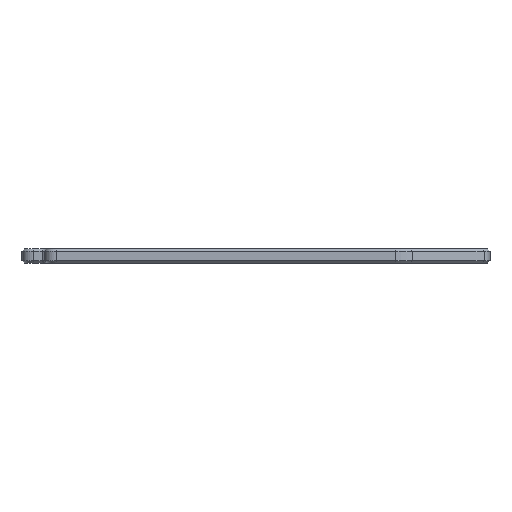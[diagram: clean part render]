
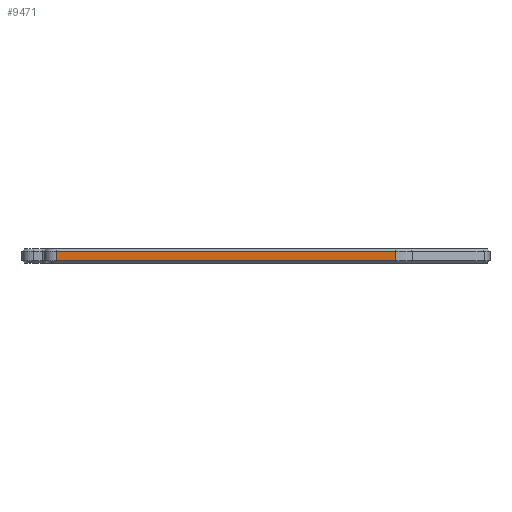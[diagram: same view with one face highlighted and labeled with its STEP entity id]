
A CAD part, left-side view. The second image highlights one B-rep face of the part: STEP entity #9471.
In plain terms, the highlighted planar face has unit normal (-1, 0, 0).
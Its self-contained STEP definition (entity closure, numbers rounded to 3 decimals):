
#1975 = VERTEX_POINT('',#1976);
#1976 = CARTESIAN_POINT('',(116.5,-72.289,9.9));
#2025 = VERTEX_POINT('',#2026);
#2026 = CARTESIAN_POINT('',(116.5,-0.5,9.9));
#2034 = EDGE_CURVE('',#2025,#1975,#2035,.T.);
#2035 = LINE('',#2036,#2037);
#2036 = CARTESIAN_POINT('',(116.5,-0.5,9.9));
#2037 = VECTOR('',#2038,1.);
#2038 = DIRECTION('',(-0.,-1.,-0.));
#9427 = EDGE_CURVE('',#9428,#1975,#9430,.T.);
#9428 = VERTEX_POINT('',#9429);
#9429 = CARTESIAN_POINT('',(116.5,-72.289,7.9));
#9430 = LINE('',#9431,#9432);
#9431 = CARTESIAN_POINT('',(116.5,-72.289,7.4));
#9432 = VECTOR('',#9433,1.);
#9433 = DIRECTION('',(0.,0.,1.));
#9471 = ADVANCED_FACE('',(#9472),#9490,.T.);
#9472 = FACE_BOUND('',#9473,.F.);
#9473 = EDGE_LOOP('',(#9474,#9475,#9483,#9489));
#9474 = ORIENTED_EDGE('',*,*,#9427,.F.);
#9475 = ORIENTED_EDGE('',*,*,#9476,.F.);
#9476 = EDGE_CURVE('',#9477,#9428,#9479,.T.);
#9477 = VERTEX_POINT('',#9478);
#9478 = CARTESIAN_POINT('',(116.5,-0.5,7.9));
#9479 = LINE('',#9480,#9481);
#9480 = CARTESIAN_POINT('',(116.5,-0.5,7.9));
#9481 = VECTOR('',#9482,1.);
#9482 = DIRECTION('',(-0.,-1.,-0.));
#9483 = ORIENTED_EDGE('',*,*,#9484,.T.);
#9484 = EDGE_CURVE('',#9477,#2025,#9485,.T.);
#9485 = LINE('',#9486,#9487);
#9486 = CARTESIAN_POINT('',(116.5,-0.5,7.4));
#9487 = VECTOR('',#9488,1.);
#9488 = DIRECTION('',(0.,0.,1.));
#9489 = ORIENTED_EDGE('',*,*,#2034,.T.);
#9490 = PLANE('',#9491);
#9491 = AXIS2_PLACEMENT_3D('',#9492,#9493,#9494);
#9492 = CARTESIAN_POINT('',(116.5,-0.5,7.4));
#9493 = DIRECTION('',(-1.,-0.,-0.));
#9494 = DIRECTION('',(0.,1.,0.));
